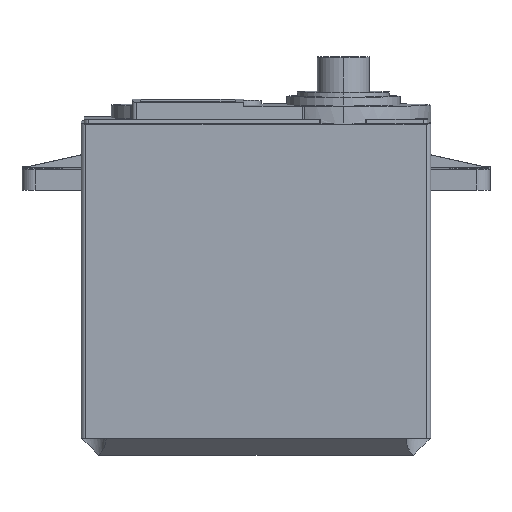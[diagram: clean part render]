
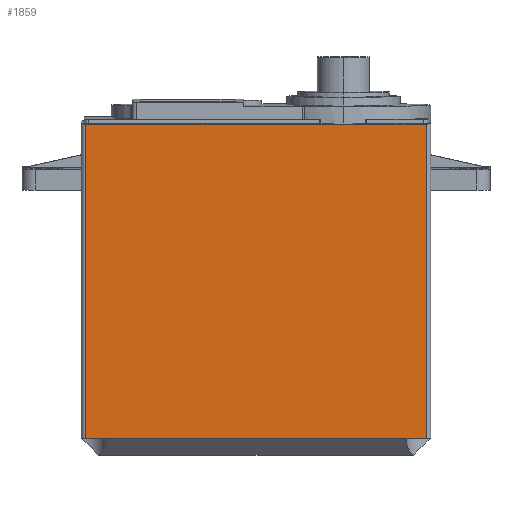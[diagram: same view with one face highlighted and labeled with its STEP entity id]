
A CAD part, front view. The second image highlights one B-rep face of the part: STEP entity #1859.
In plain terms, the highlighted planar face has unit normal (0, -1, -0.018).
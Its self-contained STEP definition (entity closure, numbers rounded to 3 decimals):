
#231 = DIRECTION ( 'NONE',  ( 0., -0.017, 1. ) ) ;
#259 = ORIENTED_EDGE ( 'NONE', *, *, #2728, .T. ) ;
#335 = VERTEX_POINT ( 'NONE', #3549 ) ;
#468 = ORIENTED_EDGE ( 'NONE', *, *, #6446, .T. ) ;
#548 = VECTOR ( 'NONE', #4547, 1000. ) ;
#600 = LINE ( 'NONE', #5402, #3031 ) ;
#758 = EDGE_CURVE ( 'NONE', #7708, #335, #5137, .T. ) ;
#1093 = CARTESIAN_POINT ( 'NONE',  ( -20., 12.485, 15.073 ) ) ;
#1252 = VERTEX_POINT ( 'NONE', #7435 ) ;
#1541 = DIRECTION ( 'NONE',  ( -1., 0., 0. ) ) ;
#1578 = DIRECTION ( 'NONE',  ( -1., 0., 0. ) ) ;
#1597 = VECTOR ( 'NONE', #5477, 1000. ) ;
#1795 = DIRECTION ( 'NONE',  ( 0., 0.017, -1. ) ) ;
#1842 = ORIENTED_EDGE ( 'NONE', *, *, #5729, .T. ) ;
#1859 = ADVANCED_FACE ( 'NONE', ( #2349 ), #2303, .F. ) ;
#2051 = CARTESIAN_POINT ( 'NONE',  ( 17.172, 13.114, -20.921 ) ) ;
#2303 = PLANE ( 'NONE',  #8067 ) ;
#2349 = FACE_OUTER_BOUND ( 'NONE', #7265, .T. ) ;
#2435 = DIRECTION ( 'NONE',  ( 0., 1., 0.017 ) ) ;
#2440 = CARTESIAN_POINT ( 'NONE',  ( -20., 13.114, -20.921 ) ) ;
#2606 = VECTOR ( 'NONE', #231, 1000. ) ;
#2708 = LINE ( 'NONE', #4209, #1597 ) ;
#2728 = EDGE_CURVE ( 'NONE', #5538, #1252, #7928, .T. ) ;
#2898 = LINE ( 'NONE', #5661, #6538 ) ;
#3031 = VECTOR ( 'NONE', #3360, 1000. ) ;
#3360 = DIRECTION ( 'NONE',  ( 1., 0., 0. ) ) ;
#3549 = CARTESIAN_POINT ( 'NONE',  ( 19.5, 12.485, 15.073 ) ) ;
#3582 = ORIENTED_EDGE ( 'NONE', *, *, #4733, .F. ) ;
#3662 = CARTESIAN_POINT ( 'NONE',  ( -19.5, 13.114, -20.921 ) ) ;
#3715 = DIRECTION ( 'NONE',  ( 1., 0., 0. ) ) ;
#3887 = ORIENTED_EDGE ( 'NONE', *, *, #6326, .T. ) ;
#4077 = CARTESIAN_POINT ( 'NONE',  ( 19.5, 13.114, -20.921 ) ) ;
#4143 = ORIENTED_EDGE ( 'NONE', *, *, #758, .F. ) ;
#4189 = CARTESIAN_POINT ( 'NONE',  ( -19.5, 12.485, 15.073 ) ) ;
#4209 = CARTESIAN_POINT ( 'NONE',  ( -20., 13.114, -20.921 ) ) ;
#4446 = LINE ( 'NONE', #6425, #2606 ) ;
#4464 = VECTOR ( 'NONE', #3715, 1000. ) ;
#4547 = DIRECTION ( 'NONE',  ( 1., 0., 0. ) ) ;
#4733 = EDGE_CURVE ( 'NONE', #7853, #7708, #600, .T. ) ;
#4969 = VERTEX_POINT ( 'NONE', #4077 ) ;
#5063 = VECTOR ( 'NONE', #1795, 1000. ) ;
#5137 = LINE ( 'NONE', #7992, #548 ) ;
#5203 = LINE ( 'NONE', #8011, #5063 ) ;
#5402 = CARTESIAN_POINT ( 'NONE',  ( -20., 12.485, 15.073 ) ) ;
#5477 = DIRECTION ( 'NONE',  ( 1., 0., 0. ) ) ;
#5538 = VERTEX_POINT ( 'NONE', #3662 ) ;
#5600 = CARTESIAN_POINT ( 'NONE',  ( 10., 12.485, 15.073 ) ) ;
#5661 = CARTESIAN_POINT ( 'NONE',  ( -20., 13.114, -20.921 ) ) ;
#5729 = EDGE_CURVE ( 'NONE', #7853, #5538, #5203, .T. ) ;
#6081 = VERTEX_POINT ( 'NONE', #2051 ) ;
#6326 = EDGE_CURVE ( 'NONE', #4969, #335, #4446, .T. ) ;
#6425 = CARTESIAN_POINT ( 'NONE',  ( 19.5, 12.485, 15.073 ) ) ;
#6446 = EDGE_CURVE ( 'NONE', #1252, #6081, #2708, .T. ) ;
#6538 = VECTOR ( 'NONE', #1541, 1000. ) ;
#7265 = EDGE_LOOP ( 'NONE', ( #3582, #1842, #259, #468, #7632, #3887, #4143 ) ) ;
#7435 = CARTESIAN_POINT ( 'NONE',  ( -17.172, 13.114, -20.921 ) ) ;
#7632 = ORIENTED_EDGE ( 'NONE', *, *, #8286, .F. ) ;
#7708 = VERTEX_POINT ( 'NONE', #5600 ) ;
#7853 = VERTEX_POINT ( 'NONE', #4189 ) ;
#7928 = LINE ( 'NONE', #2440, #4464 ) ;
#7992 = CARTESIAN_POINT ( 'NONE',  ( -20., 12.485, 15.073 ) ) ;
#8011 = CARTESIAN_POINT ( 'NONE',  ( -19.5, 12.485, 15.073 ) ) ;
#8067 = AXIS2_PLACEMENT_3D ( 'NONE', #1093, #2435, #1578 ) ;
#8286 = EDGE_CURVE ( 'NONE', #4969, #6081, #2898, .T. ) ;
